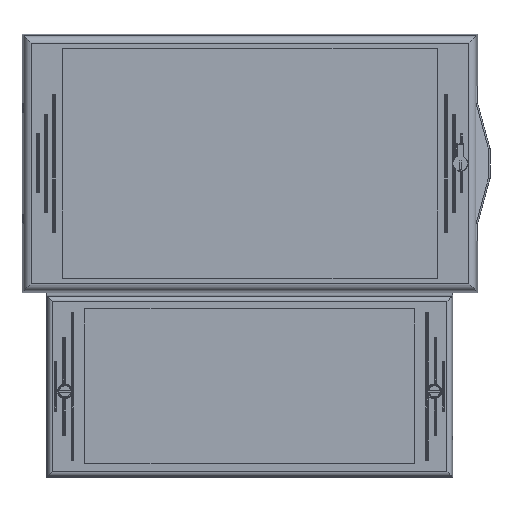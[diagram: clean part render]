
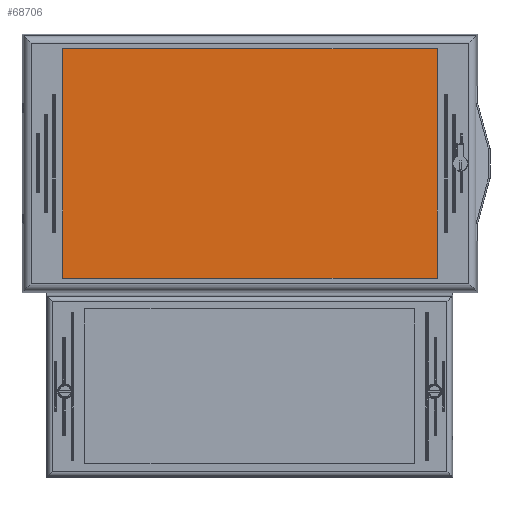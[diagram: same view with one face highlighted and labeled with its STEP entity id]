
A CAD part, top view. The second image highlights one B-rep face of the part: STEP entity #68706.
In plain terms, the highlighted planar face has unit normal (0, 0, 1).
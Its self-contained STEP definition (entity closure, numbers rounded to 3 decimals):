
#68604=CARTESIAN_POINT('',(-69.962,150.423,16.5));
#68605=VERTEX_POINT('',#68604);
#68606=CARTESIAN_POINT('',(-69.962,57.24,16.5));
#68607=VERTEX_POINT('',#68606);
#68608=CARTESIAN_POINT('',(-69.962,150.423,16.5));
#68609=DIRECTION('',(0.0,-1.0,0.0));
#68610=VECTOR('',#68609,93.183);
#68611=LINE('',#68608,#68610);
#68612=EDGE_CURVE('',#68605,#68607,#68611,.T.);
#68635=CARTESIAN_POINT('',(82.02,57.24,16.5));
#68636=VERTEX_POINT('',#68635);
#68637=CARTESIAN_POINT('',(-69.962,57.24,16.5));
#68638=DIRECTION('',(1.0,0.0,0.0));
#68639=VECTOR('',#68638,151.983);
#68640=LINE('',#68637,#68639);
#68641=EDGE_CURVE('',#68607,#68636,#68640,.T.);
#68659=CARTESIAN_POINT('',(82.02,150.423,16.5));
#68660=VERTEX_POINT('',#68659);
#68661=CARTESIAN_POINT('',(82.02,57.24,16.5));
#68662=DIRECTION('',(0.0,1.0,0.0));
#68663=VECTOR('',#68662,93.183);
#68664=LINE('',#68661,#68663);
#68665=EDGE_CURVE('',#68636,#68660,#68664,.T.);
#68683=CARTESIAN_POINT('',(82.02,150.423,16.5));
#68684=DIRECTION('',(-1.0,0.0,0.0));
#68685=VECTOR('',#68684,151.983);
#68686=LINE('',#68683,#68685);
#68687=EDGE_CURVE('',#68660,#68605,#68686,.T.);
#68695=CARTESIAN_POINT('',(6.029,103.832,16.5));
#68696=DIRECTION('',(0.0,0.0,1.0));
#68697=DIRECTION('',(1.0,0.0,0.0));
#68698=AXIS2_PLACEMENT_3D('',#68695,#68696,#68697);
#68699=PLANE('',#68698);
#68700=ORIENTED_EDGE('',*,*,#68612,.T.);
#68701=ORIENTED_EDGE('',*,*,#68641,.T.);
#68702=ORIENTED_EDGE('',*,*,#68665,.T.);
#68703=ORIENTED_EDGE('',*,*,#68687,.T.);
#68704=EDGE_LOOP('',(#68700,#68701,#68702,#68703));
#68705=FACE_OUTER_BOUND('',#68704,.T.);
#68706=ADVANCED_FACE('',(#68705),#68699,.T.);
